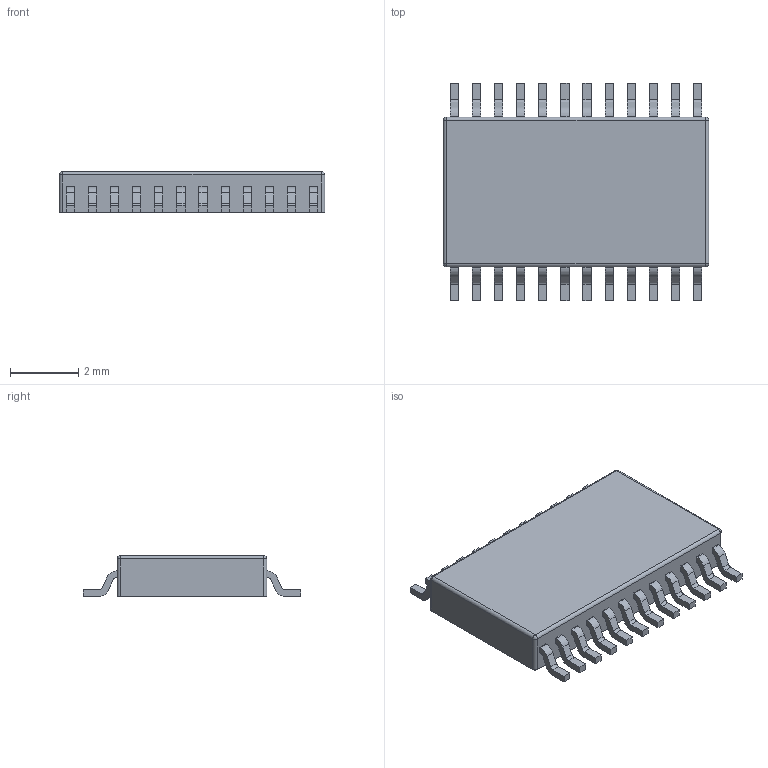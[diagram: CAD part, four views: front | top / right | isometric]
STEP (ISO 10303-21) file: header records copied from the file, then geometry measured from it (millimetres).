
FILE_DESCRIPTION (( 'STEP AP203' ), '1' );
FILE_NAME ( 'SOP24P65_780X640X120L60X24-LQ.STEP', '2024-01-22T17:08:20', ( '' ), ( '' ), '', '©2017-2022 PCBL', '' );
FILE_SCHEMA (( 'AUTOMOTIVE_DESIGN' ));
Length unit declared in the file: millimetre
Products named in the file (1): SOP24P65_780X640X120L60X24-LQ
Bounding box: 7.8 x 6.4 x 1.2 mm (x, y, z)
Volume: 42.6 mm3; surface area: 126.7 mm2
Topology: 25 solids, 25 shells, 354 faces, 904 edges, 596 vertices
Faces by surface type: plane 246, cylinder 104, sphere 4
Entity records: 10802 total; most frequent: CARTESIAN_POINT 1851, DIRECTION 1818, ORIENTED_EDGE 1800, EDGE_CURVE 900, VECTOR 692, LINE 692, VERTEX_POINT 596, AXIS2_PLACEMENT_3D 563
